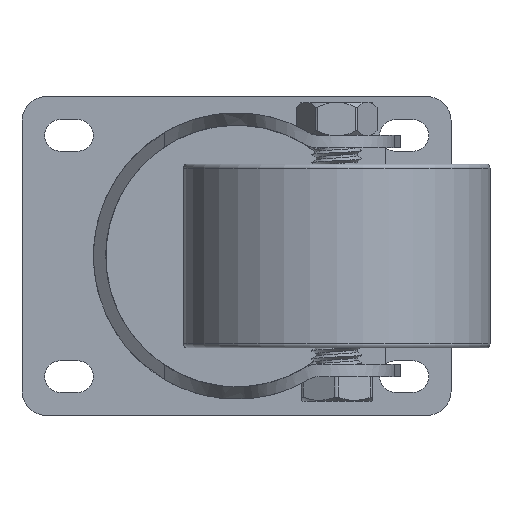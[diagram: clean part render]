
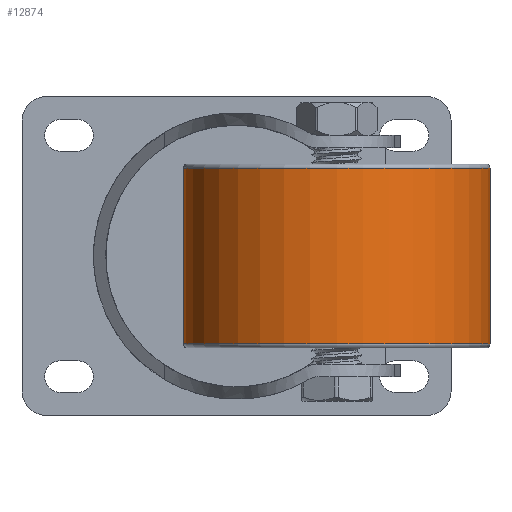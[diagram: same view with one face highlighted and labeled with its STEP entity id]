
A CAD part, front view. The second image highlights one B-rep face of the part: STEP entity #12874.
In plain terms, the highlighted cylindrical face has radius 37.5 mm (diameter 75 mm), a partial arc.
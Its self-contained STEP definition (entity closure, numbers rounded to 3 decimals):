
#12602=CARTESIAN_POINT('',(0.,21.5,0.));
#12603=DIRECTION('',(0.,1.,0.));
#12604=DIRECTION('',(1.,0.,0.));
#12605=AXIS2_PLACEMENT_3D('',#12602,#12603,#12604);
#12607=CARTESIAN_POINT('',(0.,-21.5,0.));
#12608=DIRECTION('',(0.,-1.,0.));
#12609=DIRECTION('',(-1.,0.,0.));
#12610=AXIS2_PLACEMENT_3D('',#12607,#12608,#12609);
#12612=DIRECTION('',(0.,1.,0.));
#12613=VECTOR('',#12612,43.);
#12614=CARTESIAN_POINT('',(37.5,-21.5,0.));
#12615=LINE('',#12614,#12613);
#12676=DIRECTION('',(0.,1.,0.));
#12677=VECTOR('',#12676,43.);
#12678=CARTESIAN_POINT('',(-37.5,-21.5,0.));
#12679=LINE('',#12678,#12677);
#12752=CARTESIAN_POINT('',(-37.5,21.5,0.));
#12753=CARTESIAN_POINT('',(37.5,21.5,0.));
#12754=VERTEX_POINT('',#12752);
#12755=VERTEX_POINT('',#12753);
#12760=CARTESIAN_POINT('',(37.5,-21.5,0.));
#12761=CARTESIAN_POINT('',(-37.5,-21.5,0.));
#12762=VERTEX_POINT('',#12760);
#12763=VERTEX_POINT('',#12761);
#12860=CARTESIAN_POINT('',(0.,-22.5,0.));
#12861=DIRECTION('',(0.,1.,0.));
#12862=DIRECTION('',(1.,0.,0.));
#12863=AXIS2_PLACEMENT_3D('',#12860,#12861,#12862);
#12864=CYLINDRICAL_SURFACE('',#12863,37.5);
#12866=ORIENTED_EDGE('',*,*,#12865,.T.);
#12868=ORIENTED_EDGE('',*,*,#12867,.F.);
#12869=ORIENTED_EDGE('',*,*,#12854,.T.);
#12871=ORIENTED_EDGE('',*,*,#12870,.T.);
#12872=EDGE_LOOP('',(#12866,#12868,#12869,#12871));
#12873=FACE_OUTER_BOUND('',#12872,.F.);
#12606=CIRCLE('',#12605,37.5);
#12611=CIRCLE('',#12610,37.5);
#12854=EDGE_CURVE('',#12763,#12762,#12611,.T.);
#12865=EDGE_CURVE('',#12755,#12754,#12606,.T.);
#12867=EDGE_CURVE('',#12763,#12754,#12679,.T.);
#12870=EDGE_CURVE('',#12762,#12755,#12615,.T.);
#12874=ADVANCED_FACE('',(#12873),#12864,.T.);
